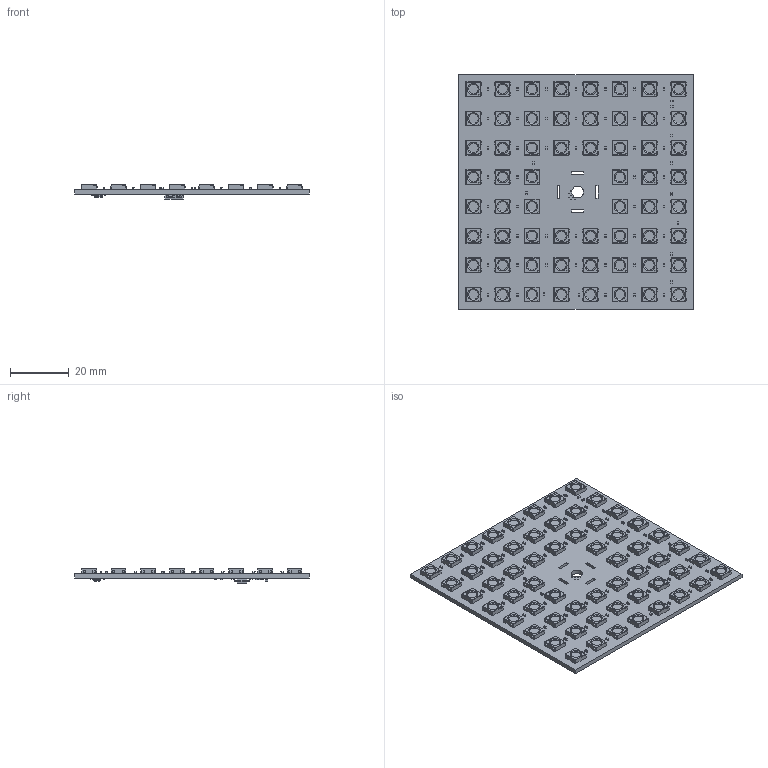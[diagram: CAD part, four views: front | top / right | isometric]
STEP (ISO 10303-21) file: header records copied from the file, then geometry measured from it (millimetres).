
FILE_DESCRIPTION(('KiCad electronic assembly'),'2;1');
FILE_NAME('_______________.step','2025-04-09T12:27:11',('Pcbnew'),( 'Kicad'),'Open CASCADE STEP processor 7.8','KiCad to STEP converter' ,'Unknown');
FILE_SCHEMA(('AUTOMOTIVE_DESIGN { 1 0 10303 214 1 1 1 1 }'));
Length unit declared in the file: millimetre
Products named in the file (8): _______________ 1; LED_WS2812B_PLCC4_5.0x5.0mm_P3.2mm; C_0402_1005Metric; SOT-23W_Handsoldering; R_0402_1005Metric; LED_0603_1608Metric; SOT-223; ÑÐ²ÐµÑÐ¾Ð²Ð¾Ð¹_ÑÐ¾Ð½ÑÐ°Ð½_PCB
Assembly tree (134 placements, depth 2):
  _______________ 1
    LED_WS2812B_PLCC4_5.0x5.0mm_P3.2mm  x60
    C_0402_1005Metric  x66
    SOT-23W_Handsoldering
    R_0402_1005Metric  x4
    LED_0603_1608Metric
    SOT-223
    ÑÐ²ÐµÑÐ¾Ð²Ð¾Ð¹_ÑÐ¾Ð½ÑÐ°Ð½_PCB
Bounding box: 80.03 x 80 x 4.98 mm (x, y, z)
Volume: 11737.5 mm3; surface area: 19090 mm2
Topology: 134 solids, 134 shells, 6269 faces, 17696 edges, 11648 vertices
Faces by surface type: plane 3978, cylinder 2188, cone 60, bspline 43
Full cylindrical faces by diameter (mm): 0.2 x7, 3.333 x60, 4 x1
Entity records: 14444 total; most frequent: CARTESIAN_POINT 2232, DIRECTION 1975, ORIENTED_EDGE 1906, EDGE_CURVE 953, LINE 737, VECTOR 737, AXIS2_PLACEMENT_3D 619, VERTEX_POINT 608
